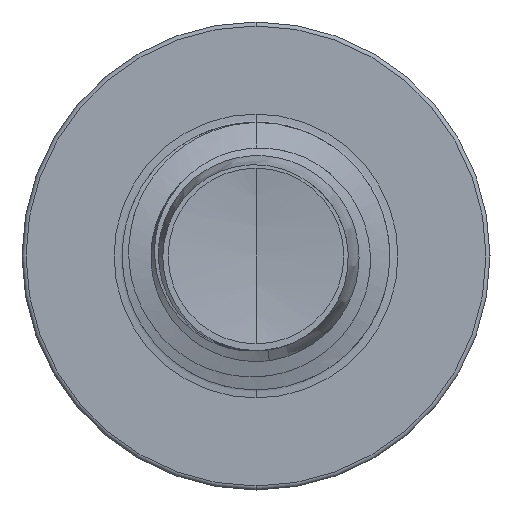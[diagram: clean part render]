
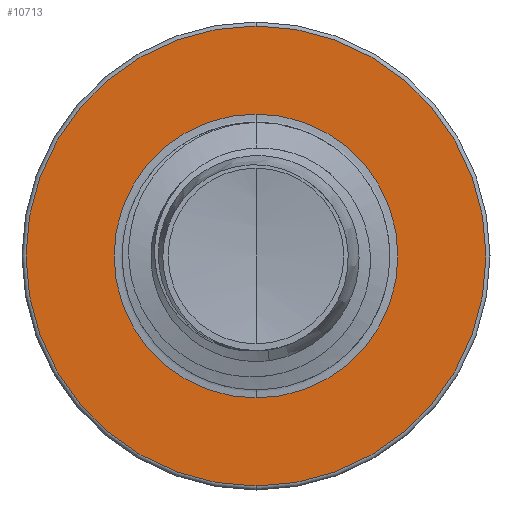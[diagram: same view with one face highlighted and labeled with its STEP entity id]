
A CAD part, front view. The second image highlights one B-rep face of the part: STEP entity #10713.
In plain terms, the highlighted planar face has unit normal (0, -1, 0).
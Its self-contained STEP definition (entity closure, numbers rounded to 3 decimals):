
#152 = DIRECTION ( 'NONE',  ( 0., 1., 0. ) ) ;
#702 = CARTESIAN_POINT ( 'NONE',  ( 0., 6., 5.16 ) ) ;
#750 = CIRCLE ( 'NONE', #12102, 3.186 ) ;
#1185 = VERTEX_POINT ( 'NONE', #702 ) ;
#1255 = DIRECTION ( 'NONE',  ( 0., 0., 1. ) ) ;
#1323 = DIRECTION ( 'NONE',  ( 0., 0., 1. ) ) ;
#1341 = DIRECTION ( 'NONE',  ( 0., 1., 0. ) ) ;
#1347 = CARTESIAN_POINT ( 'NONE',  ( 0., 6., 0. ) ) ;
#1731 = DIRECTION ( 'NONE',  ( 0., 1., 0. ) ) ;
#2219 = CARTESIAN_POINT ( 'NONE',  ( 0., 6., -3.186 ) ) ;
#2763 = VERTEX_POINT ( 'NONE', #5609 ) ;
#3487 = VERTEX_POINT ( 'NONE', #2219 ) ;
#4142 = ORIENTED_EDGE ( 'NONE', *, *, #11066, .T. ) ;
#4409 = VERTEX_POINT ( 'NONE', #12347 ) ;
#4584 = EDGE_LOOP ( 'NONE', ( #4142, #5628 ) ) ;
#5565 = DIRECTION ( 'NONE',  ( 0., 0., 1. ) ) ;
#5583 = DIRECTION ( 'NONE',  ( 0., 1., 0. ) ) ;
#5598 = CARTESIAN_POINT ( 'NONE',  ( 0., 6., 0. ) ) ;
#5609 = CARTESIAN_POINT ( 'NONE',  ( 0., 6., 3.186 ) ) ;
#5628 = ORIENTED_EDGE ( 'NONE', *, *, #8602, .T. ) ;
#5668 = CIRCLE ( 'NONE', #12197, 5.16 ) ;
#5884 = EDGE_CURVE ( 'NONE', #1185, #4409, #9306, .T. ) ;
#6521 = PLANE ( 'NONE',  #10007 ) ;
#6670 = EDGE_LOOP ( 'NONE', ( #10368, #6961 ) ) ;
#6961 = ORIENTED_EDGE ( 'NONE', *, *, #11900, .F. ) ;
#7469 = CIRCLE ( 'NONE', #11745, 3.186 ) ;
#7714 = CARTESIAN_POINT ( 'NONE',  ( 0., 6., -3.186 ) ) ;
#8029 = CARTESIAN_POINT ( 'NONE',  ( 0., 6., 0. ) ) ;
#8270 = FACE_BOUND ( 'NONE', #4584, .T. ) ;
#8482 = FACE_OUTER_BOUND ( 'NONE', #6670, .T. ) ;
#8602 = EDGE_CURVE ( 'NONE', #3487, #2763, #750, .T. ) ;
#8605 = DIRECTION ( 'NONE',  ( 0., 1., 0. ) ) ;
#8805 = DIRECTION ( 'NONE',  ( 0., 0., 1. ) ) ;
#8827 = CARTESIAN_POINT ( 'NONE',  ( 0., 6., 0. ) ) ;
#9306 = CIRCLE ( 'NONE', #9733, 5.16 ) ;
#9478 = DIRECTION ( 'NONE',  ( 0., 0., 1. ) ) ;
#9733 = AXIS2_PLACEMENT_3D ( 'NONE', #5598, #5583, #5565 ) ;
#10007 = AXIS2_PLACEMENT_3D ( 'NONE', #7714, #8605, #1255 ) ;
#10368 = ORIENTED_EDGE ( 'NONE', *, *, #5884, .F. ) ;
#10713 = ADVANCED_FACE ( 'NONE', ( #8482, #8270 ), #6521, .F. ) ;
#11066 = EDGE_CURVE ( 'NONE', #2763, #3487, #7469, .T. ) ;
#11745 = AXIS2_PLACEMENT_3D ( 'NONE', #8029, #152, #8805 ) ;
#11900 = EDGE_CURVE ( 'NONE', #4409, #1185, #5668, .T. ) ;
#12102 = AXIS2_PLACEMENT_3D ( 'NONE', #1347, #1341, #1323 ) ;
#12197 = AXIS2_PLACEMENT_3D ( 'NONE', #8827, #1731, #9478 ) ;
#12347 = CARTESIAN_POINT ( 'NONE',  ( 0., 6., -5.16 ) ) ;
